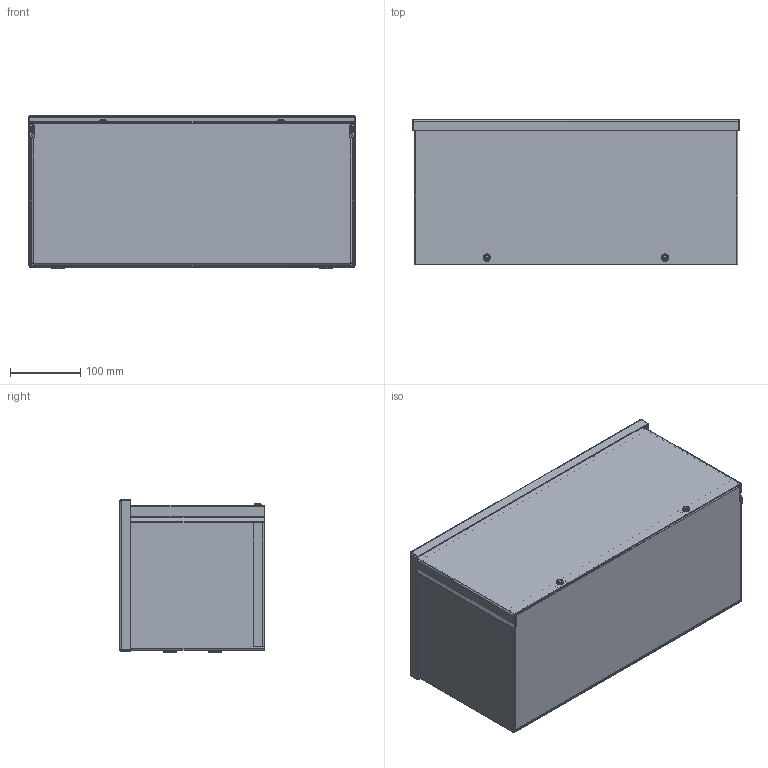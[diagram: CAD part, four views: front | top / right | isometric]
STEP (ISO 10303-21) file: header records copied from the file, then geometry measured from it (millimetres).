
FILE_DESCRIPTION(/* description */ ('RSCG, NK, NEMA 3R, CS, BLR, 8X8X18'),/* implementation_level */ '2;1');
FILE_NAME(/* name */ 'RSCG080818NK.stp',/* time_stamp */ '2015-07-02T15:40:08+05:00',/* author */ ('vdas'),/* organization */ (''),/* preprocessor_version */ 'ST-DEVELOPER v15.2',/* originating_system */ 'Autodesk Inventor 2014',/* authorisation */ '');
FILE_SCHEMA (('AUTOMOTIVE_DESIGN { 1 0 10303 214 3 1 1 }'));
Length unit declared in the file: inch
Products named in the file (8): RSCG080818NKBLR; RSCG0818NKBTM; RSCG0818NKCAP; RSCG18NKSTRAP; RSCG0818NKLID; 31813; HFW372196; RSCG080818NK
Bounding box: 466.73 x 206.36 x 217.5 mm (x, y, z)
Volume: 828345 mm3; surface area: 1065677.4 mm2
Topology: 9 solids, 9 shells, 422 faces, 1058 edges, 668 vertices
Faces by surface type: plane 216, cylinder 120, cone 36, torus 28, bspline 22
Full cylindrical faces by diameter (mm): 3.68 x4, 4.826 x32, 6.35 x4, 7.144 x4, 7.925 x2, 10.516 x2
Entity records: 13434 total; most frequent: CARTESIAN_POINT 5421, ORIENTED_EDGE 1556, DIRECTION 1512, EDGE_CURVE 778, AXIS2_PLACEMENT_3D 539, VERTEX_POINT 507, LINE 434, VECTOR 434
